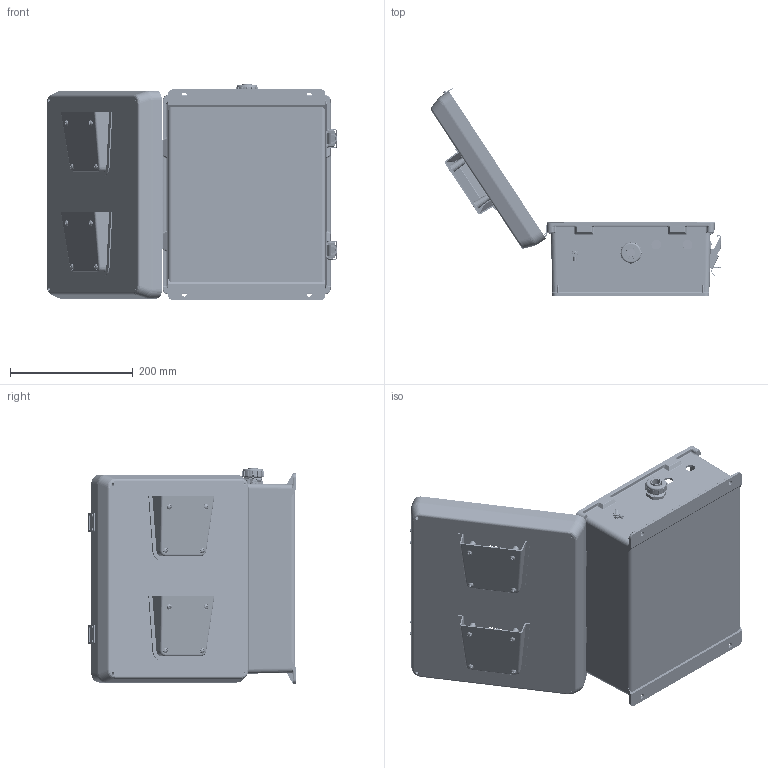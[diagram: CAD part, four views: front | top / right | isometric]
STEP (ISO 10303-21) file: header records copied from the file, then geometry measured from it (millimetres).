
FILE_DESCRIPTION (( 'STEP AP214' ), '1' );
FILE_NAME ('NB121005-00V.STEP', '2013-05-14T13:34:07', ( '' ), ( '' ), 'SwSTEP 2.0', 'SolidWorks 2012', '' );
FILE_SCHEMA (( 'AUTOMOTIVE_DESIGN' ));
Length unit declared in the file: inch
Products named in the file (24): GroundWire_NB121005; XCT-0011; XFS-0017; XCT-0005; XFN-0003; XCT-0010; XFS-0026; XFN-0026; 1AJ03-011; 1AJ02-054; 1AJ02-053; 1AM07-078; XMH-0048; 10-32 NEMA PLATE SCREW; XFW-0002; XMH-0007; 1BE01-002; XC-0003; NB121005-DoorClasp-2; NB121005-DoorClasp-1; NB121005-Lid-Vented; NB121005-Hinge; NB121005-Box; NB121005-00V
Assembly tree (58 placements, depth 2):
  NB121005-00V
    NB121005-Box
    NB121005-Hinge  x2
    NB121005-Lid-Vented
    NB121005-DoorClasp-1  x2
    NB121005-DoorClasp-2  x2
    XC-0003
    1BE01-002
    XMH-0007  x3
    XFW-0002  x5
    10-32 NEMA PLATE SCREW  x4
    XMH-0048  x2
    1AM07-078  x2
    1AJ02-053  x4
    1AJ02-054  x4
    1AJ03-011  x8
    XFN-0026  x8
    XFS-0026
    XCT-0010
    XFN-0003  x2
    XCT-0005
    XFS-0017
    XCT-0011
    GroundWire_NB121005
Bounding box: 473.09 x 338.56 x 351.59 mm (x, y, z)
Volume: 1594480.7 mm3; surface area: 1026319.2 mm2
Topology: 242 solids, 243 shells, 6690 faces, 15373 edges, 9167 vertices
Faces by surface type: cone 2313, cylinder 2150, plane 1520, torus 419, bspline 240, sphere 48
Entity records: 129383 total; most frequent: CARTESIAN_POINT 29898, DIRECTION 17604, ORIENTED_EDGE 16292, EDGE_CURVE 8146, AXIS2_PLACEMENT_3D 7039, VERTEX_POINT 4958, EDGE_LOOP 3930, CIRCLE 3700
